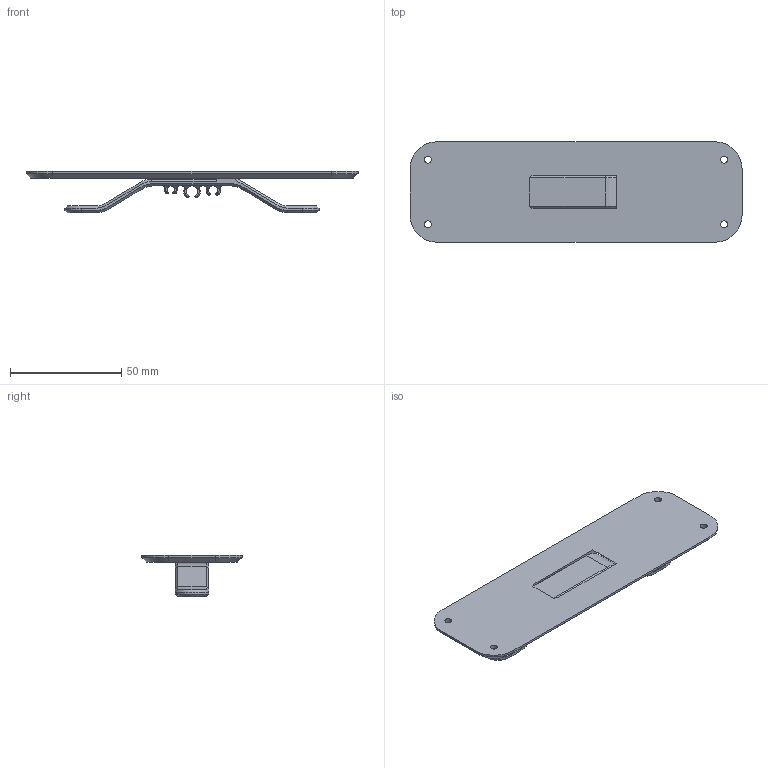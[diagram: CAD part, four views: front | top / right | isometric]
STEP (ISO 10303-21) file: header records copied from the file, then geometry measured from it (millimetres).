
FILE_DESCRIPTION(/* description */ (''),/* implementation_level */ '2;1');
FILE_NAME(/* name */ 'cable-hanger-hook.stp',/* time_stamp */ '2024-09-24T16:09:04+01:00',/* author */ ('iwheard'),/* organization */ (''),/* preprocessor_version */ 'ST-DEVELOPER v19',/* originating_system */ 'Autodesk Inventor 2023',/* authorisation */ '');
FILE_SCHEMA (('AUTOMOTIVE_DESIGN { 1 0 10303 214 3 1 1 }'));
Length unit declared in the file: millimetre
Products named in the file (3): cable-hanger-hook; cable-hanger; backplate-0
Assembly tree (2 placements, depth 2):
  cable-hanger-hook
    cable-hanger
    backplate-0
Bounding box: 149 x 45 x 18.5 mm (x, y, z)
Volume: 24035.4 mm3; surface area: 19309.8 mm2
Topology: 2 solids, 2 shells, 185 faces, 468 edges, 290 vertices
Faces by surface type: plane 80, cone 62, cylinder 43
Full cylindrical faces by diameter (mm): 3.1 x4
Entity records: 5721 total; most frequent: CARTESIAN_POINT 1110, DIRECTION 988, ORIENTED_EDGE 936, EDGE_CURVE 468, AXIS2_PLACEMENT_3D 372, VERTEX_POINT 290, LINE 244, VECTOR 244
